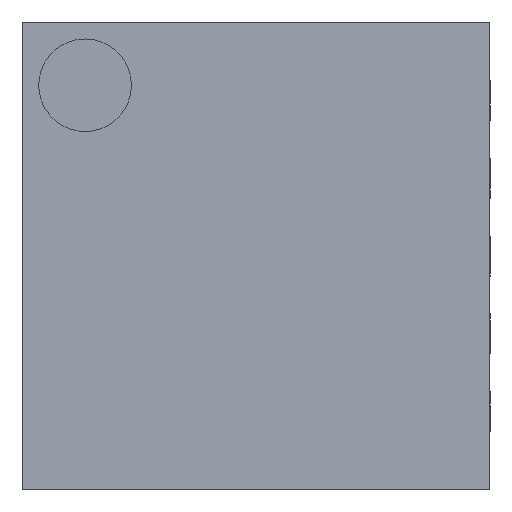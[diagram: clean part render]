
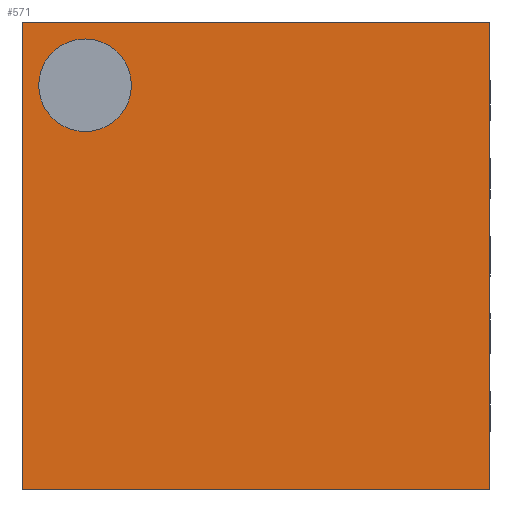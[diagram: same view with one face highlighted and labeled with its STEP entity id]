
A CAD part, top view. The second image highlights one B-rep face of the part: STEP entity #571.
In plain terms, the highlighted planar face has unit normal (0, 0, 1).
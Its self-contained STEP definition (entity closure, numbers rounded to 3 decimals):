
#186 = ORIENTED_EDGE ( 'NONE', *, *, #954, .F. ) ;
#195 = VERTEX_POINT ( 'NONE', #599 ) ;
#196 = EDGE_CURVE ( 'NONE', #195, #2482, #4169, .T. ) ;
#378 = VERTEX_POINT ( 'NONE', #1714 ) ;
#417 = AXIS2_PLACEMENT_3D ( 'NONE', #648, #2088, #3530 ) ;
#428 = EDGE_CURVE ( 'NONE', #378, #2342, #2908, .T. ) ;
#458 = VECTOR ( 'NONE', #1366, 1000. ) ;
#571 = ADVANCED_FACE ( 'NONE', ( #2402, #3467 ), #1282, .F. ) ;
#599 = CARTESIAN_POINT ( 'NONE',  ( -1.5, 1.5, 0.75 ) ) ;
#648 = CARTESIAN_POINT ( 'NONE',  ( -1.098, 1.097, 0.75 ) ) ;
#672 = ORIENTED_EDGE ( 'NONE', *, *, #196, .T. ) ;
#682 = AXIS2_PLACEMENT_3D ( 'NONE', #3045, #2625, #4512 ) ;
#769 = VERTEX_POINT ( 'NONE', #4478 ) ;
#809 = LINE ( 'NONE', #1909, #3070 ) ;
#877 = CARTESIAN_POINT ( 'NONE',  ( -1.5, -1.5, 0.75 ) ) ;
#917 = DIRECTION ( 'NONE',  ( 0., -1., 0. ) ) ;
#935 = VECTOR ( 'NONE', #4121, 1000. ) ;
#954 = EDGE_CURVE ( 'NONE', #2342, #378, #3985, .T. ) ;
#1094 = CARTESIAN_POINT ( 'NONE',  ( -1.5, 1.5, 0.75 ) ) ;
#1203 = CARTESIAN_POINT ( 'NONE',  ( 1.5, 1.5, 0.75 ) ) ;
#1214 = ORIENTED_EDGE ( 'NONE', *, *, #4652, .T. ) ;
#1222 = CARTESIAN_POINT ( 'NONE',  ( -1.5, -1.5, 0.75 ) ) ;
#1282 = PLANE ( 'NONE',  #682 ) ;
#1366 = DIRECTION ( 'NONE',  ( -1., 0., 0. ) ) ;
#1410 = EDGE_CURVE ( 'NONE', #2101, #195, #2872, .T. ) ;
#1514 = CARTESIAN_POINT ( 'NONE',  ( -1.098, 1.097, 0.75 ) ) ;
#1714 = CARTESIAN_POINT ( 'NONE',  ( -1.396, 1.097, 0.75 ) ) ;
#1757 = ORIENTED_EDGE ( 'NONE', *, *, #4018, .T. ) ;
#1909 = CARTESIAN_POINT ( 'NONE',  ( 1.5, -1.5, 0.75 ) ) ;
#1980 = CARTESIAN_POINT ( 'NONE',  ( -1.5, -1.5, 0.75 ) ) ;
#2051 = VECTOR ( 'NONE', #917, 1000. ) ;
#2088 = DIRECTION ( 'NONE',  ( 0., 0., 1. ) ) ;
#2101 = VERTEX_POINT ( 'NONE', #1203 ) ;
#2342 = VERTEX_POINT ( 'NONE', #3275 ) ;
#2402 = FACE_BOUND ( 'NONE', #2621, .T. ) ;
#2482 = VERTEX_POINT ( 'NONE', #877 ) ;
#2621 = EDGE_LOOP ( 'NONE', ( #186, #3988 ) ) ;
#2625 = DIRECTION ( 'NONE',  ( 0., 0., -1. ) ) ;
#2872 = LINE ( 'NONE', #1094, #458 ) ;
#2908 = CIRCLE ( 'NONE', #417, 0.298 ) ;
#3045 = CARTESIAN_POINT ( 'NONE',  ( 0., 0., 0.75 ) ) ;
#3070 = VECTOR ( 'NONE', #4068, 1000. ) ;
#3076 = ORIENTED_EDGE ( 'NONE', *, *, #1410, .T. ) ;
#3275 = CARTESIAN_POINT ( 'NONE',  ( -0.801, 1.097, 0.75 ) ) ;
#3467 = FACE_OUTER_BOUND ( 'NONE', #4318, .T. ) ;
#3530 = DIRECTION ( 'NONE',  ( 1., 0., 0. ) ) ;
#3559 = DIRECTION ( 'NONE',  ( 0., 0., 1. ) ) ;
#3688 = LINE ( 'NONE', #1222, #935 ) ;
#3947 = DIRECTION ( 'NONE',  ( 1., 0., 0. ) ) ;
#3985 = CIRCLE ( 'NONE', #4585, 0.298 ) ;
#3988 = ORIENTED_EDGE ( 'NONE', *, *, #428, .F. ) ;
#4018 = EDGE_CURVE ( 'NONE', #769, #2101, #809, .T. ) ;
#4068 = DIRECTION ( 'NONE',  ( 0., 1., 0. ) ) ;
#4121 = DIRECTION ( 'NONE',  ( 1., 0., 0. ) ) ;
#4169 = LINE ( 'NONE', #1980, #2051 ) ;
#4318 = EDGE_LOOP ( 'NONE', ( #1757, #3076, #672, #1214 ) ) ;
#4478 = CARTESIAN_POINT ( 'NONE',  ( 1.5, -1.5, 0.75 ) ) ;
#4512 = DIRECTION ( 'NONE',  ( -1., 0., 0. ) ) ;
#4585 = AXIS2_PLACEMENT_3D ( 'NONE', #1514, #3559, #3947 ) ;
#4652 = EDGE_CURVE ( 'NONE', #2482, #769, #3688, .T. ) ;
